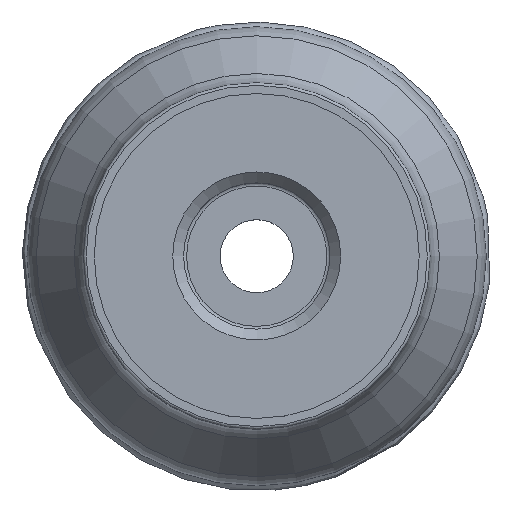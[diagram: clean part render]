
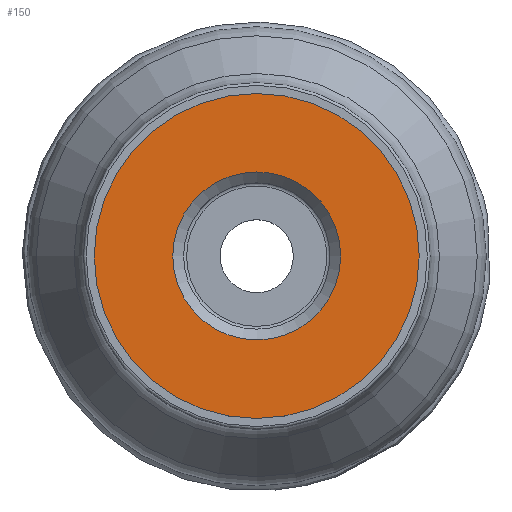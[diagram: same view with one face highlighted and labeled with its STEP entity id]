
A CAD part, top view. The second image highlights one B-rep face of the part: STEP entity #150.
In plain terms, the highlighted planar face has unit normal (0, 0, 1).
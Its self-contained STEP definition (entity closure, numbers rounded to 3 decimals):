
#124=PLANE('',#594);
#150=ADVANCED_FACE('CLONE_TP_FACE',(#209,#210),#124,.T.);
#209=FACE_BOUND('',#262,.T.);
#210=FACE_BOUND('',#263,.T.);
#262=EDGE_LOOP('',(#314));
#263=EDGE_LOOP('',(#315));
#314=ORIENTED_EDGE('',*,*,#358,.T.);
#315=ORIENTED_EDGE('',*,*,#359,.T.);
#331=VERTEX_POINT('',#812);
#332=VERTEX_POINT('',#815);
#358=EDGE_CURVE('',#331,#331,#384,.T.);
#359=EDGE_CURVE('',#332,#332,#385,.T.);
#384=CIRCLE('',#572,30.);
#385=CIRCLE('',#574,15.505);
#572=AXIS2_PLACEMENT_3D('',#811,#684,#685);
#574=AXIS2_PLACEMENT_3D('',#814,#688,#689);
#594=AXIS2_PLACEMENT_3D('',#844,#728,#729);
#684=DIRECTION('',(0.,0.,1.));
#685=DIRECTION('',(0.,1.,0.));
#688=DIRECTION('',(0.,0.,-1.));
#689=DIRECTION('',(0.,1.,0.));
#728=DIRECTION('',(0.,0.,1.));
#729=DIRECTION('',(0.,1.,0.));
#811=CARTESIAN_POINT('',(0.,0.,0.));
#812=CARTESIAN_POINT('',(0.,30.,0.));
#814=CARTESIAN_POINT('',(0.,0.,0.));
#815=CARTESIAN_POINT('',(0.,15.505,0.));
#844=CARTESIAN_POINT('',(13.505,0.,0.));
